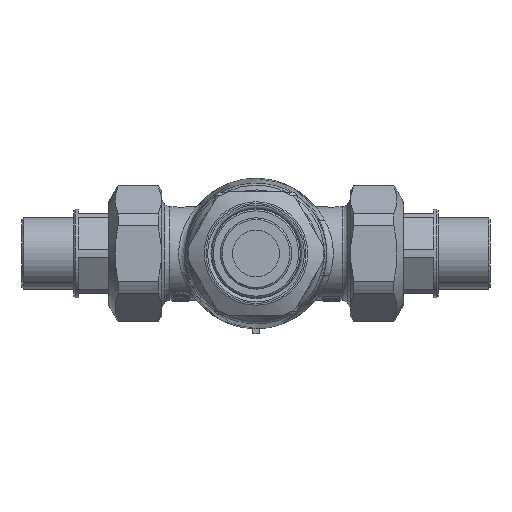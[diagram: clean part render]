
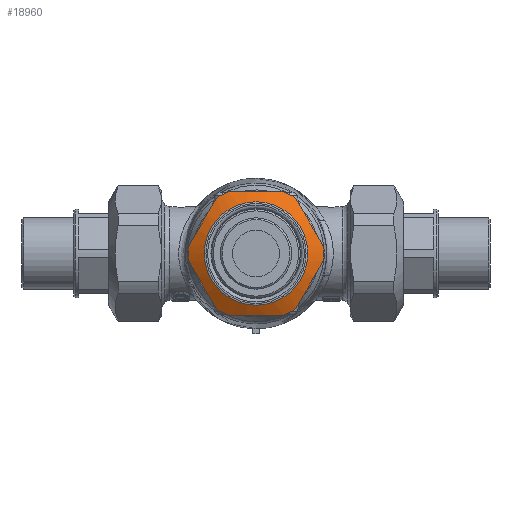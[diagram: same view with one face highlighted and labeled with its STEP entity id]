
A CAD part, front view. The second image highlights one B-rep face of the part: STEP entity #18960.
In plain terms, the highlighted conical face has half-angle 60 degrees and reference radius 17.78 mm.
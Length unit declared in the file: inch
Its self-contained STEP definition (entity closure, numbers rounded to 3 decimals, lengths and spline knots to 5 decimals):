
#39=(
BOUNDED_CURVE()
B_SPLINE_CURVE(2,(#85197,#85198,#85199),.UNSPECIFIED.,.F.,.F.)
B_SPLINE_CURVE_WITH_KNOTS((3,3),(0.,1.67512),.UNSPECIFIED.)
CURVE()
GEOMETRIC_REPRESENTATION_ITEM()
RATIONAL_B_SPLINE_CURVE((1.,1.096,1.))
REPRESENTATION_ITEM('')
);
#40=(
BOUNDED_CURVE()
B_SPLINE_CURVE(2,(#85203,#85204,#85205),.UNSPECIFIED.,.F.,.F.)
B_SPLINE_CURVE_WITH_KNOTS((3,3),(0.,1.67512),.UNSPECIFIED.)
CURVE()
GEOMETRIC_REPRESENTATION_ITEM()
RATIONAL_B_SPLINE_CURVE((1.,1.096,1.))
REPRESENTATION_ITEM('')
);
#41=(
BOUNDED_CURVE()
B_SPLINE_CURVE(2,(#85209,#85210,#85211),.UNSPECIFIED.,.F.,.F.)
B_SPLINE_CURVE_WITH_KNOTS((3,3),(0.,1.67512),.UNSPECIFIED.)
CURVE()
GEOMETRIC_REPRESENTATION_ITEM()
RATIONAL_B_SPLINE_CURVE((1.,1.096,1.))
REPRESENTATION_ITEM('')
);
#42=(
BOUNDED_CURVE()
B_SPLINE_CURVE(2,(#85215,#85216,#85217),.UNSPECIFIED.,.F.,.F.)
B_SPLINE_CURVE_WITH_KNOTS((3,3),(0.,1.67512),.UNSPECIFIED.)
CURVE()
GEOMETRIC_REPRESENTATION_ITEM()
RATIONAL_B_SPLINE_CURVE((1.,1.096,1.))
REPRESENTATION_ITEM('')
);
#43=(
BOUNDED_CURVE()
B_SPLINE_CURVE(2,(#85221,#85222,#85223),.UNSPECIFIED.,.F.,.F.)
B_SPLINE_CURVE_WITH_KNOTS((3,3),(0.,1.67512),.UNSPECIFIED.)
CURVE()
GEOMETRIC_REPRESENTATION_ITEM()
RATIONAL_B_SPLINE_CURVE((1.,1.096,1.))
REPRESENTATION_ITEM('')
);
#44=(
BOUNDED_CURVE()
B_SPLINE_CURVE(2,(#85227,#85228,#85229),.UNSPECIFIED.,.F.,.F.)
B_SPLINE_CURVE_WITH_KNOTS((3,3),(0.,1.67512),.UNSPECIFIED.)
CURVE()
GEOMETRIC_REPRESENTATION_ITEM()
RATIONAL_B_SPLINE_CURVE((1.,1.096,1.))
REPRESENTATION_ITEM('')
);
#977=CONICAL_SURFACE('',#20961,0.7,1.047);
#2350=FACE_OUTER_BOUND('',#3589,.T.);
#3589=EDGE_LOOP('',(#16289,#16290,#16291,#16292,#16293,#16294,#16295,#16296,
#16297,#16298,#16299,#16300,#16301,#16302,#16303,#16304));
#4616=CIRCLE('',#20958,0.60928);
#4618=CIRCLE('',#20962,0.8);
#4619=CIRCLE('',#20963,0.8);
#4620=CIRCLE('',#20964,0.8);
#4621=CIRCLE('',#20965,0.8);
#4622=CIRCLE('',#20966,0.8);
#4623=CIRCLE('',#20967,0.8);
#4624=CIRCLE('',#20968,0.8);
#5417=LINE('',#85193,#6211);
#6211=VECTOR('',#25590,0.7);
#8330=VERTEX_POINT('',#85185);
#8332=VERTEX_POINT('',#85192);
#8333=VERTEX_POINT('',#85194);
#8334=VERTEX_POINT('',#85196);
#8335=VERTEX_POINT('',#85200);
#8336=VERTEX_POINT('',#85202);
#8337=VERTEX_POINT('',#85206);
#8338=VERTEX_POINT('',#85208);
#8339=VERTEX_POINT('',#85212);
#8340=VERTEX_POINT('',#85214);
#8341=VERTEX_POINT('',#85218);
#8342=VERTEX_POINT('',#85220);
#8343=VERTEX_POINT('',#85224);
#8344=VERTEX_POINT('',#85226);
#10988=EDGE_CURVE('',#8330,#8330,#4616,.T.);
#10990=EDGE_CURVE('',#8330,#8332,#5417,.T.);
#10991=EDGE_CURVE('',#8333,#8332,#4618,.T.);
#10992=EDGE_CURVE('',#8334,#8333,#39,.T.);
#10993=EDGE_CURVE('',#8335,#8334,#4619,.T.);
#10994=EDGE_CURVE('',#8336,#8335,#40,.T.);
#10995=EDGE_CURVE('',#8337,#8336,#4620,.T.);
#10996=EDGE_CURVE('',#8338,#8337,#41,.T.);
#10997=EDGE_CURVE('',#8339,#8338,#4621,.T.);
#10998=EDGE_CURVE('',#8340,#8339,#42,.T.);
#10999=EDGE_CURVE('',#8341,#8340,#4622,.T.);
#11000=EDGE_CURVE('',#8342,#8341,#43,.T.);
#11001=EDGE_CURVE('',#8343,#8342,#4623,.T.);
#11002=EDGE_CURVE('',#8344,#8343,#44,.T.);
#11003=EDGE_CURVE('',#8332,#8344,#4624,.T.);
#16289=ORIENTED_EDGE('',*,*,#10988,.F.);
#16290=ORIENTED_EDGE('',*,*,#10990,.T.);
#16291=ORIENTED_EDGE('',*,*,#10991,.F.);
#16292=ORIENTED_EDGE('',*,*,#10992,.F.);
#16293=ORIENTED_EDGE('',*,*,#10993,.F.);
#16294=ORIENTED_EDGE('',*,*,#10994,.F.);
#16295=ORIENTED_EDGE('',*,*,#10995,.F.);
#16296=ORIENTED_EDGE('',*,*,#10996,.F.);
#16297=ORIENTED_EDGE('',*,*,#10997,.F.);
#16298=ORIENTED_EDGE('',*,*,#10998,.F.);
#16299=ORIENTED_EDGE('',*,*,#10999,.F.);
#16300=ORIENTED_EDGE('',*,*,#11000,.F.);
#16301=ORIENTED_EDGE('',*,*,#11001,.F.);
#16302=ORIENTED_EDGE('',*,*,#11002,.F.);
#16303=ORIENTED_EDGE('',*,*,#11003,.F.);
#16304=ORIENTED_EDGE('',*,*,#10990,.F.);
#18960=ADVANCED_FACE('',(#2350),#977,.T.);
#20958=AXIS2_PLACEMENT_3D('',#85187,#25582,#25583);
#20961=AXIS2_PLACEMENT_3D('',#85191,#25588,#25589);
#20962=AXIS2_PLACEMENT_3D('',#85195,#25591,#25592);
#20963=AXIS2_PLACEMENT_3D('',#85201,#25593,#25594);
#20964=AXIS2_PLACEMENT_3D('',#85207,#25595,#25596);
#20965=AXIS2_PLACEMENT_3D('',#85213,#25597,#25598);
#20966=AXIS2_PLACEMENT_3D('',#85219,#25599,#25600);
#20967=AXIS2_PLACEMENT_3D('',#85225,#25601,#25602);
#20968=AXIS2_PLACEMENT_3D('',#85230,#25603,#25604);
#25582=DIRECTION('center_axis',(0.,0.,
1.));
#25583=DIRECTION('ref_axis',(-1.,0.,0.));
#25588=DIRECTION('center_axis',(0.,0.,-1.));
#25589=DIRECTION('ref_axis',(1.,0.,0.));
#25590=DIRECTION('',(-0.866,0.,-0.5));
#25591=DIRECTION('center_axis',(0.,0.,-1.));
#25592=DIRECTION('ref_axis',(-1.,0.,0.));
#25593=DIRECTION('center_axis',(0.,0.,-1.));
#25594=DIRECTION('ref_axis',(-1.,0.,0.));
#25595=DIRECTION('center_axis',(0.,0.,-1.));
#25596=DIRECTION('ref_axis',(-1.,0.,0.));
#25597=DIRECTION('center_axis',(0.,0.,-1.));
#25598=DIRECTION('ref_axis',(-1.,0.,0.));
#25599=DIRECTION('center_axis',(0.,0.,-1.));
#25600=DIRECTION('ref_axis',(-1.,0.,0.));
#25601=DIRECTION('center_axis',(0.,0.,-1.));
#25602=DIRECTION('ref_axis',(-1.,0.,0.));
#25603=DIRECTION('center_axis',(0.,0.,-1.));
#25604=DIRECTION('ref_axis',(-1.,0.,0.));
#85185=CARTESIAN_POINT('',(-0.60928,0.,0.62464));
#85187=CARTESIAN_POINT('Origin',(0.,0.,
0.62464));
#85191=CARTESIAN_POINT('Origin',(0.,0.,0.57226));
#85192=CARTESIAN_POINT('',(-0.8,0.,0.51453));
#85193=CARTESIAN_POINT('',(-0.7,0.,0.57226));
#85194=CARTESIAN_POINT('',(-0.79583,-0.08158,0.51453));
#85195=CARTESIAN_POINT('Origin',(0.,0.,0.51453));
#85196=CARTESIAN_POINT('',(-0.46857,-0.64842,0.51453));
#85197=CARTESIAN_POINT('Ctrl Pts',(-0.46857,-0.64842,
0.51453));
#85198=CARTESIAN_POINT('Ctrl Pts',(-0.6322,-0.365,0.59182));
#85199=CARTESIAN_POINT('Ctrl Pts',(-0.79583,-0.08158,
0.51453));
#85200=CARTESIAN_POINT('',(-0.32726,-0.73,0.51453));
#85201=CARTESIAN_POINT('Origin',(0.,0.,0.51453));
#85202=CARTESIAN_POINT('',(0.32726,-0.73,0.51453));
#85203=CARTESIAN_POINT('Ctrl Pts',(0.32726,-0.73,0.51453));
#85204=CARTESIAN_POINT('Ctrl Pts',(0.,-0.73,0.59182));
#85205=CARTESIAN_POINT('Ctrl Pts',(-0.32726,-0.73,0.51453));
#85206=CARTESIAN_POINT('',(0.46857,-0.64842,0.51453));
#85207=CARTESIAN_POINT('Origin',(0.,0.,0.51453));
#85208=CARTESIAN_POINT('',(0.79583,-0.08158,0.51453));
#85209=CARTESIAN_POINT('Ctrl Pts',(0.79583,-0.08158,
0.51453));
#85210=CARTESIAN_POINT('Ctrl Pts',(0.6322,-0.365,
0.59182));
#85211=CARTESIAN_POINT('Ctrl Pts',(0.46857,-0.64842,
0.51453));
#85212=CARTESIAN_POINT('',(0.79583,0.08158,0.51453));
#85213=CARTESIAN_POINT('Origin',(0.,0.,0.51453));
#85214=CARTESIAN_POINT('',(0.46857,0.64842,0.51453));
#85215=CARTESIAN_POINT('Ctrl Pts',(0.46857,0.64842,
0.51453));
#85216=CARTESIAN_POINT('Ctrl Pts',(0.6322,0.365,0.59182));
#85217=CARTESIAN_POINT('Ctrl Pts',(0.79583,0.08158,
0.51453));
#85218=CARTESIAN_POINT('',(0.32726,0.73,0.51453));
#85219=CARTESIAN_POINT('Origin',(0.,0.,0.51453));
#85220=CARTESIAN_POINT('',(-0.32726,0.73,0.51453));
#85221=CARTESIAN_POINT('Ctrl Pts',(-0.32726,0.73,
0.51453));
#85222=CARTESIAN_POINT('Ctrl Pts',(0.,0.73,0.59182));
#85223=CARTESIAN_POINT('Ctrl Pts',(0.32726,0.73,0.51453));
#85224=CARTESIAN_POINT('',(-0.46857,0.64842,0.51453));
#85225=CARTESIAN_POINT('Origin',(0.,0.,0.51453));
#85226=CARTESIAN_POINT('',(-0.79583,0.08158,0.51453));
#85227=CARTESIAN_POINT('Ctrl Pts',(-0.79583,0.08158,
0.51453));
#85228=CARTESIAN_POINT('Ctrl Pts',(-0.6322,0.365,
0.59182));
#85229=CARTESIAN_POINT('Ctrl Pts',(-0.46857,0.64842,
0.51453));
#85230=CARTESIAN_POINT('Origin',(0.,0.,0.51453));
